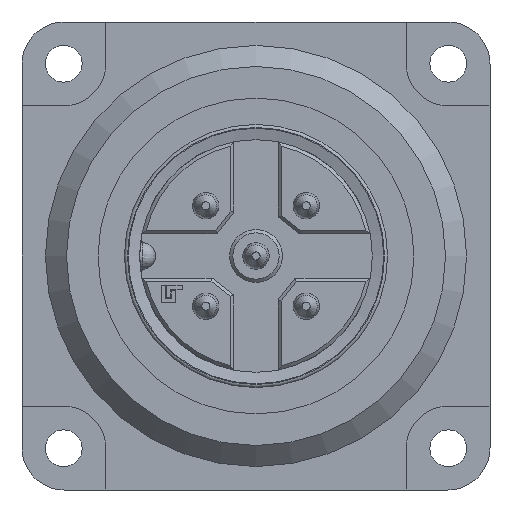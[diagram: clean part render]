
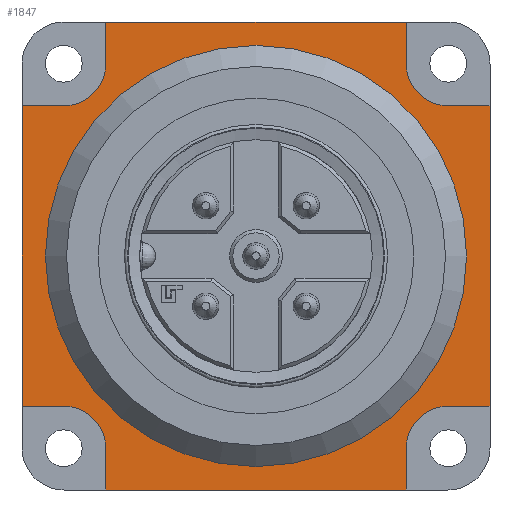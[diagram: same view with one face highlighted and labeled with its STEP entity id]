
A CAD part, left-side view. The second image highlights one B-rep face of the part: STEP entity #1847.
In plain terms, the highlighted planar face has unit normal (-1, 0, 0).
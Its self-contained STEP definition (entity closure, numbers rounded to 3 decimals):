
#158=FACE_BOUND('',#2834,.T.);
#395=PLANE('',#7905);
#769=LINE('',#12157,#1359);
#770=LINE('',#12162,#1360);
#771=LINE('',#12164,#1361);
#772=LINE('',#12166,#1362);
#773=LINE('',#12170,#1363);
#774=LINE('',#12172,#1364);
#775=LINE('',#12174,#1365);
#776=LINE('',#12178,#1366);
#777=LINE('',#12180,#1367);
#778=LINE('',#12182,#1368);
#779=LINE('',#12186,#1369);
#780=LINE('',#12188,#1370);
#1359=VECTOR('',#9095,1.);
#1360=VECTOR('',#9098,1.);
#1361=VECTOR('',#9099,1.);
#1362=VECTOR('',#9100,1.);
#1363=VECTOR('',#9103,1.);
#1364=VECTOR('',#9104,1.);
#1365=VECTOR('',#9105,1.);
#1366=VECTOR('',#9108,1.);
#1367=VECTOR('',#9109,1.);
#1368=VECTOR('',#9110,1.);
#1369=VECTOR('',#9113,1.);
#1370=VECTOR('',#9114,1.);
#1847=ADVANCED_FACE('',(#158,#2421),#395,.F.);
#2421=FACE_OUTER_BOUND('',#2835,.T.);
#2834=EDGE_LOOP('',(#4131));
#2835=EDGE_LOOP('',(#4132,#4133,#4134,#4135,#4136,#4137,#4138,#4139,#4140,
#4141,#4142,#4143,#4144,#4145,#4146,#4147));
#3440=CIRCLE('',#7900,20.);
#3441=CIRCLE('',#7901,4.);
#3442=CIRCLE('',#7902,4.);
#3443=CIRCLE('',#7903,4.);
#3444=CIRCLE('',#7904,4.);
#4131=ORIENTED_EDGE('',*,*,#6875,.T.);
#4132=ORIENTED_EDGE('',*,*,#6876,.T.);
#4133=ORIENTED_EDGE('',*,*,#6877,.T.);
#4134=ORIENTED_EDGE('',*,*,#6878,.F.);
#4135=ORIENTED_EDGE('',*,*,#6879,.T.);
#4136=ORIENTED_EDGE('',*,*,#6880,.T.);
#4137=ORIENTED_EDGE('',*,*,#6881,.T.);
#4138=ORIENTED_EDGE('',*,*,#6882,.F.);
#4139=ORIENTED_EDGE('',*,*,#6883,.T.);
#4140=ORIENTED_EDGE('',*,*,#6884,.T.);
#4141=ORIENTED_EDGE('',*,*,#6885,.T.);
#4142=ORIENTED_EDGE('',*,*,#6886,.F.);
#4143=ORIENTED_EDGE('',*,*,#6887,.T.);
#4144=ORIENTED_EDGE('',*,*,#6888,.T.);
#4145=ORIENTED_EDGE('',*,*,#6889,.T.);
#4146=ORIENTED_EDGE('',*,*,#6890,.F.);
#4147=ORIENTED_EDGE('',*,*,#6891,.T.);
#6079=VERTEX_POINT('',#12156);
#6080=VERTEX_POINT('',#12158);
#6081=VERTEX_POINT('',#12159);
#6082=VERTEX_POINT('',#12161);
#6083=VERTEX_POINT('',#12163);
#6084=VERTEX_POINT('',#12165);
#6085=VERTEX_POINT('',#12167);
#6086=VERTEX_POINT('',#12169);
#6087=VERTEX_POINT('',#12171);
#6088=VERTEX_POINT('',#12173);
#6089=VERTEX_POINT('',#12175);
#6090=VERTEX_POINT('',#12177);
#6091=VERTEX_POINT('',#12179);
#6092=VERTEX_POINT('',#12181);
#6093=VERTEX_POINT('',#12183);
#6094=VERTEX_POINT('',#12185);
#6095=VERTEX_POINT('',#12187);
#6875=EDGE_CURVE('',#6079,#6079,#3440,.T.);
#6876=EDGE_CURVE('',#6080,#6081,#769,.T.);
#6877=EDGE_CURVE('',#6081,#6082,#3441,.T.);
#6878=EDGE_CURVE('',#6083,#6082,#770,.T.);
#6879=EDGE_CURVE('',#6083,#6084,#771,.T.);
#6880=EDGE_CURVE('',#6084,#6085,#772,.T.);
#6881=EDGE_CURVE('',#6085,#6086,#3442,.T.);
#6882=EDGE_CURVE('',#6087,#6086,#773,.T.);
#6883=EDGE_CURVE('',#6087,#6088,#774,.T.);
#6884=EDGE_CURVE('',#6088,#6089,#775,.T.);
#6885=EDGE_CURVE('',#6089,#6090,#3443,.T.);
#6886=EDGE_CURVE('',#6091,#6090,#776,.T.);
#6887=EDGE_CURVE('',#6091,#6092,#777,.T.);
#6888=EDGE_CURVE('',#6092,#6093,#778,.T.);
#6889=EDGE_CURVE('',#6093,#6094,#3444,.T.);
#6890=EDGE_CURVE('',#6095,#6094,#779,.T.);
#6891=EDGE_CURVE('',#6095,#6080,#780,.T.);
#7900=AXIS2_PLACEMENT_3D('',#12155,#9093,#9094);
#7901=AXIS2_PLACEMENT_3D('',#12160,#9096,#9097);
#7902=AXIS2_PLACEMENT_3D('',#12168,#9101,#9102);
#7903=AXIS2_PLACEMENT_3D('',#12176,#9106,#9107);
#7904=AXIS2_PLACEMENT_3D('',#12184,#9111,#9112);
#7905=AXIS2_PLACEMENT_3D('',#12189,#9115,#9116);
#9093=DIRECTION('',(1.,0.,0.));
#9094=DIRECTION('',(0.,0.,-1.));
#9095=DIRECTION('',(0.,0.,1.));
#9096=DIRECTION('',(1.,0.,0.));
#9097=DIRECTION('',(0.,0.,-1.));
#9098=DIRECTION('',(0.,1.,0.));
#9099=DIRECTION('',(0.,0.,1.));
#9100=DIRECTION('',(0.,1.,0.));
#9101=DIRECTION('',(1.,0.,0.));
#9102=DIRECTION('',(0.,0.,-1.));
#9103=DIRECTION('',(0.,0.,-1.));
#9104=DIRECTION('',(0.,1.,0.));
#9105=DIRECTION('',(0.,0.,-1.));
#9106=DIRECTION('',(1.,0.,0.));
#9107=DIRECTION('',(0.,0.,-1.));
#9108=DIRECTION('',(0.,-1.,0.));
#9109=DIRECTION('',(0.,0.,-1.));
#9110=DIRECTION('',(0.,-1.,0.));
#9111=DIRECTION('',(1.,0.,0.));
#9112=DIRECTION('',(0.,0.,-1.));
#9113=DIRECTION('',(0.,0.,1.));
#9114=DIRECTION('',(0.,-1.,0.));
#9115=DIRECTION('',(1.,0.,0.));
#9116=DIRECTION('',(0.,0.,-1.));
#12155=CARTESIAN_POINT('',(16.,0.,0.));
#12156=CARTESIAN_POINT('',(16.,0.,-20.));
#12157=CARTESIAN_POINT('',(16.,-14.265,-22.265));
#12158=CARTESIAN_POINT('',(16.,-14.265,-22.225));
#12159=CARTESIAN_POINT('',(16.,-14.265,-18.265));
#12160=CARTESIAN_POINT('',(16.,-18.265,-18.265));
#12161=CARTESIAN_POINT('',(16.,-18.265,-14.265));
#12162=CARTESIAN_POINT('',(16.,-22.265,-14.265));
#12163=CARTESIAN_POINT('',(16.,-22.225,-14.265));
#12164=CARTESIAN_POINT('',(16.,-22.225,0.));
#12165=CARTESIAN_POINT('',(16.,-22.225,14.265));
#12166=CARTESIAN_POINT('',(16.,-22.265,14.265));
#12167=CARTESIAN_POINT('',(16.,-18.265,14.265));
#12168=CARTESIAN_POINT('',(16.,-18.265,18.265));
#12169=CARTESIAN_POINT('',(16.,-14.265,18.265));
#12170=CARTESIAN_POINT('',(16.,-14.265,22.265));
#12171=CARTESIAN_POINT('',(16.,-14.265,22.225));
#12172=CARTESIAN_POINT('',(16.,0.,22.225));
#12173=CARTESIAN_POINT('',(16.,14.265,22.225));
#12174=CARTESIAN_POINT('',(16.,14.265,22.265));
#12175=CARTESIAN_POINT('',(16.,14.265,18.265));
#12176=CARTESIAN_POINT('',(16.,18.265,18.265));
#12177=CARTESIAN_POINT('',(16.,18.265,14.265));
#12178=CARTESIAN_POINT('',(16.,22.265,14.265));
#12179=CARTESIAN_POINT('',(16.,22.225,14.265));
#12180=CARTESIAN_POINT('',(16.,22.225,0.));
#12181=CARTESIAN_POINT('',(16.,22.225,-14.265));
#12182=CARTESIAN_POINT('',(16.,22.265,-14.265));
#12183=CARTESIAN_POINT('',(16.,18.265,-14.265));
#12184=CARTESIAN_POINT('',(16.,18.265,-18.265));
#12185=CARTESIAN_POINT('',(16.,14.265,-18.265));
#12186=CARTESIAN_POINT('',(16.,14.265,-22.265));
#12187=CARTESIAN_POINT('',(16.,14.265,-22.225));
#12188=CARTESIAN_POINT('',(16.,22.225,-22.225));
#12189=CARTESIAN_POINT('',(16.,0.,0.));
